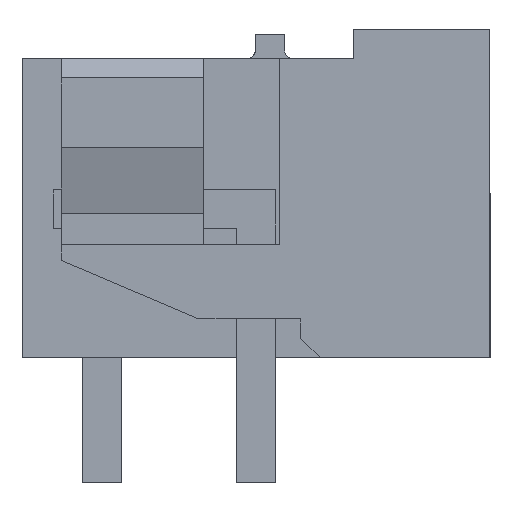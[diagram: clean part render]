
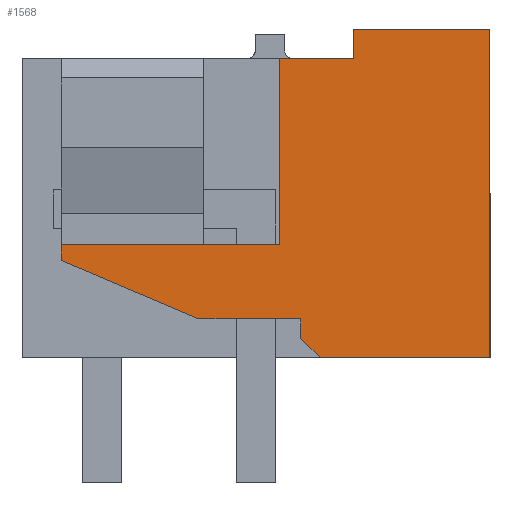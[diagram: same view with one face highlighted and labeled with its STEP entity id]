
A CAD part, left-side view. The second image highlights one B-rep face of the part: STEP entity #1568.
In plain terms, the highlighted planar face has unit normal (-1, 0, 0).
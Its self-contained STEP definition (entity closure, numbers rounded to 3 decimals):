
#1528=AXIS2_PLACEMENT_3D('Plane Axis2P3D',#1525,#1526,#1527) ;
#254=CARTESIAN_POINT('Vertex',(0.,0.,3.2)) ;
#259=CARTESIAN_POINT('Line Origine',(0.,2.177,3.2)) ;
#263=CARTESIAN_POINT('Vertex',(0.,4.354,3.2)) ;
#408=CARTESIAN_POINT('Vertex',(0.,5.4,10.88)) ;
#411=CARTESIAN_POINT('Line Origine',(0.,4.45,10.88)) ;
#415=CARTESIAN_POINT('Vertex',(0.,3.5,10.88)) ;
#866=CARTESIAN_POINT('Line Origine',(0.,11.,5.905)) ;
#870=CARTESIAN_POINT('Vertex',(0.,11.,6.11)) ;
#872=CARTESIAN_POINT('Vertex',(0.,11.,5.701)) ;
#974=CARTESIAN_POINT('Vertex',(0.,7.465,4.203)) ;
#977=CARTESIAN_POINT('Line Origine',(0.,9.232,4.952)) ;
#998=CARTESIAN_POINT('Vertex',(0.,4.854,4.203)) ;
#1001=CARTESIAN_POINT('Line Origine',(0.,6.159,4.203)) ;
#1056=CARTESIAN_POINT('Vertex',(0.,4.854,3.7)) ;
#1059=CARTESIAN_POINT('Line Origine',(0.,4.854,3.951)) ;
#1076=CARTESIAN_POINT('Line Origine',(0.,4.604,3.45)) ;
#1099=CARTESIAN_POINT('Vertex',(0.,0.,11.63)) ;
#1102=CARTESIAN_POINT('Line Origine',(0.,0.,7.415)) ;
#1525=CARTESIAN_POINT('Axis2P3D Location',(0.,12.,1.7)) ;
#1530=CARTESIAN_POINT('Line Origine',(0.,1.75,11.63)) ;
#1534=CARTESIAN_POINT('Vertex',(0.,3.5,11.63)) ;
#1537=CARTESIAN_POINT('Line Origine',(0.,3.5,11.255)) ;
#1542=CARTESIAN_POINT('Line Origine',(0.,5.4,8.495)) ;
#1546=CARTESIAN_POINT('Vertex',(0.,5.4,6.11)) ;
#1549=CARTESIAN_POINT('Line Origine',(0.,8.2,6.11)) ;
#260=DIRECTION('Vector Direction',(0.,1.,0.)) ;
#412=DIRECTION('Vector Direction',(0.,1.,0.)) ;
#867=DIRECTION('Vector Direction',(0.,0.,1.)) ;
#978=DIRECTION('Vector Direction',(0.,0.921,0.39)) ;
#1002=DIRECTION('Vector Direction',(0.,-1.,0.)) ;
#1060=DIRECTION('Vector Direction',(0.,0.,-1.)) ;
#1077=DIRECTION('Vector Direction',(0.,0.707,0.707)) ;
#1103=DIRECTION('Vector Direction',(0.,0.,-1.)) ;
#1526=DIRECTION('Axis2P3D Direction',(-1.,0.,0.)) ;
#1527=DIRECTION('Axis2P3D XDirection',(0.,-1.,0.)) ;
#1531=DIRECTION('Vector Direction',(0.,1.,0.)) ;
#1538=DIRECTION('Vector Direction',(0.,0.,1.)) ;
#1543=DIRECTION('Vector Direction',(0.,0.,-1.)) ;
#1550=DIRECTION('Vector Direction',(0.,1.,0.)) ;
#261=VECTOR('Line Direction',#260,1.) ;
#413=VECTOR('Line Direction',#412,1.) ;
#868=VECTOR('Line Direction',#867,1.) ;
#979=VECTOR('Line Direction',#978,1.) ;
#1003=VECTOR('Line Direction',#1002,1.) ;
#1061=VECTOR('Line Direction',#1060,1.) ;
#1078=VECTOR('Line Direction',#1077,1.) ;
#1104=VECTOR('Line Direction',#1103,1.) ;
#1532=VECTOR('Line Direction',#1531,1.) ;
#1539=VECTOR('Line Direction',#1538,1.) ;
#1544=VECTOR('Line Direction',#1543,1.) ;
#1551=VECTOR('Line Direction',#1550,1.) ;
#1555=ORIENTED_EDGE('',*,*,#1536,.T.) ;
#1556=ORIENTED_EDGE('',*,*,#1541,.T.) ;
#1557=ORIENTED_EDGE('',*,*,#417,.T.) ;
#1558=ORIENTED_EDGE('',*,*,#1548,.T.) ;
#1559=ORIENTED_EDGE('',*,*,#1553,.T.) ;
#1560=ORIENTED_EDGE('',*,*,#874,.T.) ;
#1561=ORIENTED_EDGE('',*,*,#981,.T.) ;
#1562=ORIENTED_EDGE('',*,*,#1005,.T.) ;
#1563=ORIENTED_EDGE('',*,*,#1063,.T.) ;
#1564=ORIENTED_EDGE('',*,*,#1080,.T.) ;
#1565=ORIENTED_EDGE('',*,*,#265,.T.) ;
#1566=ORIENTED_EDGE('',*,*,#1106,.T.) ;
#1568=ADVANCED_FACE('HOUSING',(#1567),#1529,.T.) ;
#265=EDGE_CURVE('',#264,#255,#262,.F.) ;
#417=EDGE_CURVE('',#416,#409,#414,.T.) ;
#874=EDGE_CURVE('',#871,#873,#869,.F.) ;
#981=EDGE_CURVE('',#873,#975,#980,.F.) ;
#1005=EDGE_CURVE('',#975,#999,#1004,.T.) ;
#1063=EDGE_CURVE('',#999,#1057,#1062,.T.) ;
#1080=EDGE_CURVE('',#1057,#264,#1079,.F.) ;
#1106=EDGE_CURVE('',#255,#1100,#1105,.F.) ;
#1536=EDGE_CURVE('',#1100,#1535,#1533,.T.) ;
#1541=EDGE_CURVE('',#1535,#416,#1540,.F.) ;
#1548=EDGE_CURVE('',#409,#1547,#1545,.T.) ;
#1553=EDGE_CURVE('',#1547,#871,#1552,.T.) ;
#1554=EDGE_LOOP('',(#1555,#1556,#1557,#1558,#1559,#1560,#1561,#1562,#1563,#1564,#1565,#1566)) ;
#1567=FACE_OUTER_BOUND('',#1554,.T.) ;
#262=LINE('Line',#259,#261) ;
#414=LINE('Line',#411,#413) ;
#869=LINE('Line',#866,#868) ;
#980=LINE('Line',#977,#979) ;
#1004=LINE('Line',#1001,#1003) ;
#1062=LINE('Line',#1059,#1061) ;
#1079=LINE('Line',#1076,#1078) ;
#1105=LINE('Line',#1102,#1104) ;
#1533=LINE('Line',#1530,#1532) ;
#1540=LINE('Line',#1537,#1539) ;
#1545=LINE('Line',#1542,#1544) ;
#1552=LINE('Line',#1549,#1551) ;
#1529=PLANE('',#1528) ;
#255=VERTEX_POINT('',#254) ;
#264=VERTEX_POINT('',#263) ;
#409=VERTEX_POINT('',#408) ;
#416=VERTEX_POINT('',#415) ;
#871=VERTEX_POINT('',#870) ;
#873=VERTEX_POINT('',#872) ;
#975=VERTEX_POINT('',#974) ;
#999=VERTEX_POINT('',#998) ;
#1057=VERTEX_POINT('',#1056) ;
#1100=VERTEX_POINT('',#1099) ;
#1535=VERTEX_POINT('',#1534) ;
#1547=VERTEX_POINT('',#1546) ;
